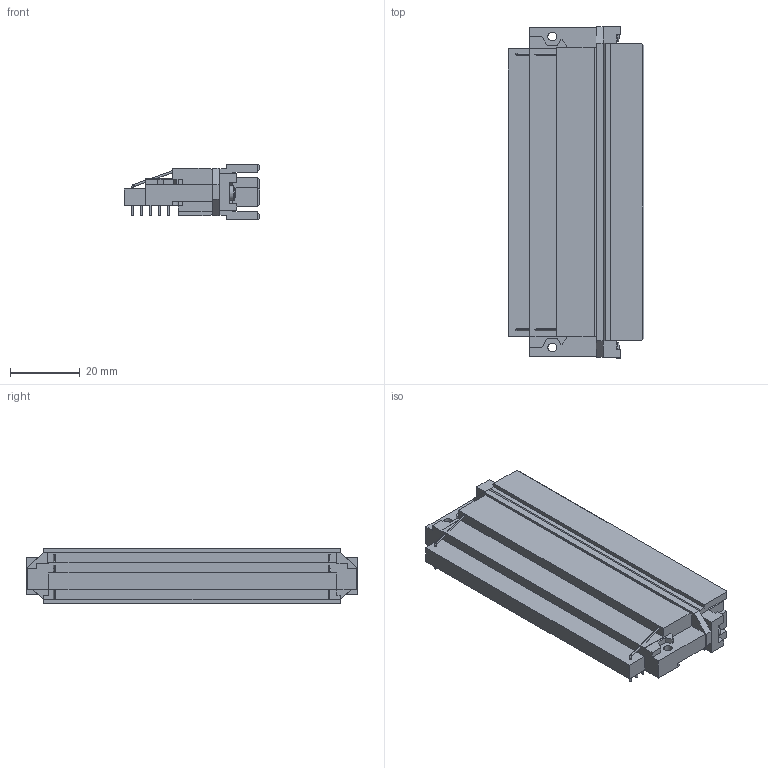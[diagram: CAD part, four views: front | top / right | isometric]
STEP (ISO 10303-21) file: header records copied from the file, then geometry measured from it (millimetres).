
FILE_DESCRIPTION((''),'2;1');
FILE_NAME('HARTING_02 07 160 1101.stp','2012-03-20T12:49:34',(''),(''),'Mechanical Desktop 2011','Mechanical Desktop 2011',', , ');
FILE_SCHEMA(('AUTOMOTIVE_DESIGN { 1 2 10303 214 1 1 1 1 }'));
Length unit declared in the file: millimetre
Products named in the file (1): Product
Bounding box: 38.8 x 94.9 x 16 mm (x, y, z)
Volume: 37121.7 mm3; surface area: 13925.4 mm2
Topology: 14 solids, 14 shells, 280 faces, 693 edges, 451 vertices
Faces by surface type: plane 218, cylinder 42, torus 10, bspline 8, sphere 2
Entity records: 8392 total; most frequent: CARTESIAN_POINT 1649, ORIENTED_EDGE 1386, DIRECTION 1343, EDGE_CURVE 693, VECTOR 541, LINE 541, VERTEX_POINT 451, AXIS2_PLACEMENT_3D 401
